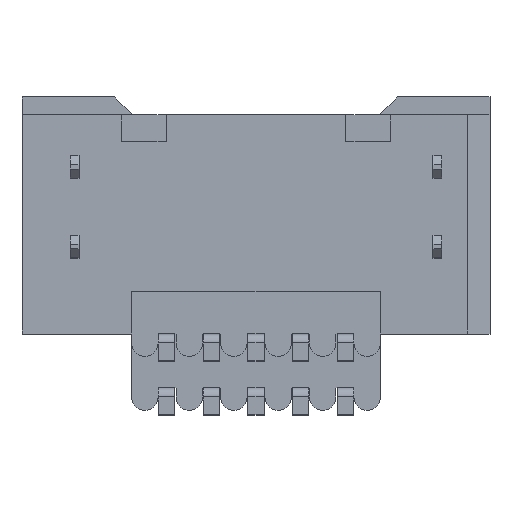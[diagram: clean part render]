
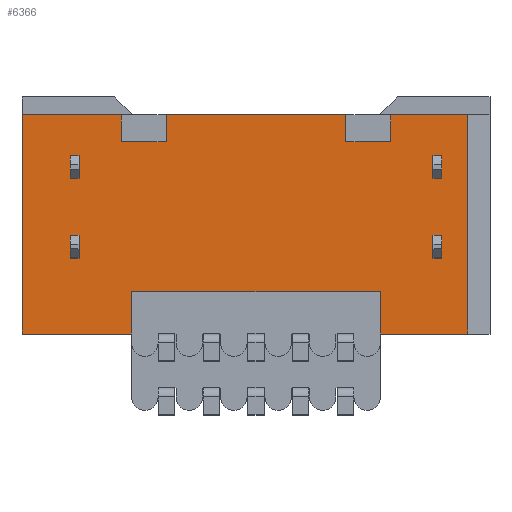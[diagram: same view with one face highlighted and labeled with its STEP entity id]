
A CAD part, top view. The second image highlights one B-rep face of the part: STEP entity #6366.
In plain terms, the highlighted planar face has unit normal (0, 0, 1).
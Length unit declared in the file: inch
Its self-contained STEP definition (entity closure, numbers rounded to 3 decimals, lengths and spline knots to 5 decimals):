
#162=ORIENTED_EDGE('',*,*,#2046,.F.);
#163=ORIENTED_EDGE('',*,*,#2047,.T.);
#164=ORIENTED_EDGE('',*,*,#2048,.F.);
#165=ORIENTED_EDGE('',*,*,#2049,.F.);
#166=ORIENTED_EDGE('',*,*,#2050,.F.);
#167=ORIENTED_EDGE('',*,*,#2051,.T.);
#168=ORIENTED_EDGE('',*,*,#2052,.F.);
#169=ORIENTED_EDGE('',*,*,#2053,.F.);
#170=ORIENTED_EDGE('',*,*,#2054,.F.);
#171=ORIENTED_EDGE('',*,*,#2055,.T.);
#172=ORIENTED_EDGE('',*,*,#2056,.F.);
#173=ORIENTED_EDGE('',*,*,#2057,.F.);
#174=ORIENTED_EDGE('',*,*,#2058,.F.);
#175=ORIENTED_EDGE('',*,*,#2059,.T.);
#176=ORIENTED_EDGE('',*,*,#2060,.F.);
#177=ORIENTED_EDGE('',*,*,#2061,.F.);
#178=ORIENTED_EDGE('',*,*,#2062,.F.);
#179=ORIENTED_EDGE('',*,*,#2063,.T.);
#180=ORIENTED_EDGE('',*,*,#2064,.F.);
#181=ORIENTED_EDGE('',*,*,#2065,.F.);
#182=ORIENTED_EDGE('',*,*,#2066,.F.);
#183=ORIENTED_EDGE('',*,*,#2067,.T.);
#184=ORIENTED_EDGE('',*,*,#2068,.T.);
#185=ORIENTED_EDGE('',*,*,#2069,.T.);
#186=ORIENTED_EDGE('',*,*,#2070,.F.);
#187=ORIENTED_EDGE('',*,*,#2071,.F.);
#188=ORIENTED_EDGE('',*,*,#2072,.T.);
#189=ORIENTED_EDGE('',*,*,#2073,.T.);
#190=ORIENTED_EDGE('',*,*,#2074,.F.);
#191=ORIENTED_EDGE('',*,*,#2075,.T.);
#192=ORIENTED_EDGE('',*,*,#2076,.F.);
#193=ORIENTED_EDGE('',*,*,#2077,.F.);
#2046=EDGE_CURVE('',#2988,#2989,#3617,.T.);
#2047=EDGE_CURVE('',#2988,#2990,#3618,.T.);
#2048=EDGE_CURVE('',#2991,#2990,#3619,.T.);
#2049=EDGE_CURVE('',#2989,#2991,#3620,.T.);
#2050=EDGE_CURVE('',#2992,#2993,#3621,.T.);
#2051=EDGE_CURVE('',#2992,#2994,#3622,.T.);
#2052=EDGE_CURVE('',#2995,#2994,#3623,.T.);
#2053=EDGE_CURVE('',#2993,#2995,#3624,.T.);
#2054=EDGE_CURVE('',#2996,#2997,#3625,.T.);
#2055=EDGE_CURVE('',#2996,#2998,#3626,.T.);
#2056=EDGE_CURVE('',#2999,#2998,#3627,.T.);
#2057=EDGE_CURVE('',#2997,#2999,#3628,.T.);
#2058=EDGE_CURVE('',#3000,#3001,#3629,.T.);
#2059=EDGE_CURVE('',#3000,#3002,#3630,.T.);
#2060=EDGE_CURVE('',#3003,#3002,#3631,.T.);
#2061=EDGE_CURVE('',#3001,#3003,#3632,.T.);
#2062=EDGE_CURVE('',#3004,#3005,#3633,.T.);
#2063=EDGE_CURVE('',#3004,#3006,#3634,.T.);
#2064=EDGE_CURVE('',#3007,#3006,#3635,.T.);
#2065=EDGE_CURVE('',#3008,#3007,#3636,.T.);
#2066=EDGE_CURVE('',#3009,#3008,#3637,.T.);
#2067=EDGE_CURVE('',#3009,#3010,#3638,.T.);
#2068=EDGE_CURVE('',#3010,#3011,#3639,.T.);
#2069=EDGE_CURVE('',#3011,#3012,#3640,.T.);
#2070=EDGE_CURVE('',#3013,#3012,#3641,.T.);
#2071=EDGE_CURVE('',#3014,#3013,#3642,.T.);
#2072=EDGE_CURVE('',#3014,#3015,#3643,.T.);
#2073=EDGE_CURVE('',#3015,#3016,#3644,.T.);
#2074=EDGE_CURVE('',#3017,#3016,#3645,.T.);
#2075=EDGE_CURVE('',#3017,#3018,#3646,.T.);
#2076=EDGE_CURVE('',#3019,#3018,#3647,.T.);
#2077=EDGE_CURVE('',#3005,#3019,#3648,.T.);
#2988=VERTEX_POINT('',#8893);
#2989=VERTEX_POINT('',#8894);
#2990=VERTEX_POINT('',#8896);
#2991=VERTEX_POINT('',#8898);
#2992=VERTEX_POINT('',#8901);
#2993=VERTEX_POINT('',#8902);
#2994=VERTEX_POINT('',#8904);
#2995=VERTEX_POINT('',#8906);
#2996=VERTEX_POINT('',#8909);
#2997=VERTEX_POINT('',#8910);
#2998=VERTEX_POINT('',#8912);
#2999=VERTEX_POINT('',#8914);
#3000=VERTEX_POINT('',#8917);
#3001=VERTEX_POINT('',#8918);
#3002=VERTEX_POINT('',#8920);
#3003=VERTEX_POINT('',#8922);
#3004=VERTEX_POINT('',#8925);
#3005=VERTEX_POINT('',#8926);
#3006=VERTEX_POINT('',#8928);
#3007=VERTEX_POINT('',#8930);
#3008=VERTEX_POINT('',#8932);
#3009=VERTEX_POINT('',#8934);
#3010=VERTEX_POINT('',#8936);
#3011=VERTEX_POINT('',#8938);
#3012=VERTEX_POINT('',#8940);
#3013=VERTEX_POINT('',#8942);
#3014=VERTEX_POINT('',#8944);
#3015=VERTEX_POINT('',#8946);
#3016=VERTEX_POINT('',#8948);
#3017=VERTEX_POINT('',#8950);
#3018=VERTEX_POINT('',#8952);
#3019=VERTEX_POINT('',#8954);
#3617=LINE('',#8892,#4475);
#3618=LINE('',#8895,#4476);
#3619=LINE('',#8897,#4477);
#3620=LINE('',#8899,#4478);
#3621=LINE('',#8900,#4479);
#3622=LINE('',#8903,#4480);
#3623=LINE('',#8905,#4481);
#3624=LINE('',#8907,#4482);
#3625=LINE('',#8908,#4483);
#3626=LINE('',#8911,#4484);
#3627=LINE('',#8913,#4485);
#3628=LINE('',#8915,#4486);
#3629=LINE('',#8916,#4487);
#3630=LINE('',#8919,#4488);
#3631=LINE('',#8921,#4489);
#3632=LINE('',#8923,#4490);
#3633=LINE('',#8924,#4491);
#3634=LINE('',#8927,#4492);
#3635=LINE('',#8929,#4493);
#3636=LINE('',#8931,#4494);
#3637=LINE('',#8933,#4495);
#3638=LINE('',#8935,#4496);
#3639=LINE('',#8937,#4497);
#3640=LINE('',#8939,#4498);
#3641=LINE('',#8941,#4499);
#3642=LINE('',#8943,#4500);
#3643=LINE('',#8945,#4501);
#3644=LINE('',#8947,#4502);
#3645=LINE('',#8949,#4503);
#3646=LINE('',#8951,#4504);
#3647=LINE('',#8953,#4505);
#3648=LINE('',#8955,#4506);
#4475=VECTOR('',#7178,39.37008);
#4476=VECTOR('',#7179,39.37008);
#4477=VECTOR('',#7180,39.37008);
#4478=VECTOR('',#7181,39.37008);
#4479=VECTOR('',#7182,39.37008);
#4480=VECTOR('',#7183,39.37008);
#4481=VECTOR('',#7184,39.37008);
#4482=VECTOR('',#7185,39.37008);
#4483=VECTOR('',#7186,39.37008);
#4484=VECTOR('',#7187,39.37008);
#4485=VECTOR('',#7188,39.37008);
#4486=VECTOR('',#7189,39.37008);
#4487=VECTOR('',#7190,39.37008);
#4488=VECTOR('',#7191,39.37008);
#4489=VECTOR('',#7192,39.37008);
#4490=VECTOR('',#7193,39.37008);
#4491=VECTOR('',#7194,39.37008);
#4492=VECTOR('',#7195,39.37008);
#4493=VECTOR('',#7196,39.37008);
#4494=VECTOR('',#7197,39.37008);
#4495=VECTOR('',#7198,39.37008);
#4496=VECTOR('',#7199,39.37008);
#4497=VECTOR('',#7200,39.37008);
#4498=VECTOR('',#7201,39.37008);
#4499=VECTOR('',#7202,39.37008);
#4500=VECTOR('',#7203,39.37008);
#4501=VECTOR('',#7204,39.37008);
#4502=VECTOR('',#7205,39.37008);
#4503=VECTOR('',#7206,39.37008);
#4504=VECTOR('',#7207,39.37008);
#4505=VECTOR('',#7208,39.37008);
#4506=VECTOR('',#7209,39.37008);
#5333=EDGE_LOOP('',(#162,#163,#164,#165));
#5334=EDGE_LOOP('',(#166,#167,#168,#169));
#5335=EDGE_LOOP('',(#170,#171,#172,#173));
#5336=EDGE_LOOP('',(#174,#175,#176,#177));
#5337=EDGE_LOOP('',(#178,#179,#180,#181,#182,#183,#184,#185,#186,#187,#188,
#189,#190,#191,#192,#193));
#5700=FACE_BOUND('',#5333,.T.);
#5701=FACE_BOUND('',#5334,.T.);
#5702=FACE_BOUND('',#5335,.T.);
#5703=FACE_BOUND('',#5336,.T.);
#5704=FACE_BOUND('',#5337,.T.);
#6067=PLANE('',#6746);
#6366=ADVANCED_FACE('',(#5700,#5701,#5702,#5703,#5704),#6067,.F.);
#6746=AXIS2_PLACEMENT_3D('',#8891,#7176,#7177);
#7176=DIRECTION('',(0.,0.,-1.));
#7177=DIRECTION('',(-1.,0.,0.));
#7178=DIRECTION('',(-1.,0.,0.));
#7179=DIRECTION('',(0.,-1.,0.));
#7180=DIRECTION('',(1.,0.,0.));
#7181=DIRECTION('',(0.,-1.,0.));
#7182=DIRECTION('',(-1.,0.,0.));
#7183=DIRECTION('',(0.,-1.,0.));
#7184=DIRECTION('',(1.,0.,0.));
#7185=DIRECTION('',(0.,-1.,0.));
#7186=DIRECTION('',(-1.,0.,0.));
#7187=DIRECTION('',(0.,-1.,0.));
#7188=DIRECTION('',(1.,0.,0.));
#7189=DIRECTION('',(0.,-1.,0.));
#7190=DIRECTION('',(-1.,0.,0.));
#7191=DIRECTION('',(0.,-1.,0.));
#7192=DIRECTION('',(1.,0.,0.));
#7193=DIRECTION('',(0.,-1.,0.));
#7194=DIRECTION('',(0.,-1.,0.));
#7195=DIRECTION('',(-1.,0.,0.));
#7196=DIRECTION('',(0.,1.,0.));
#7197=DIRECTION('',(1.,0.,0.));
#7198=DIRECTION('',(0.,-1.,0.));
#7199=DIRECTION('',(-1.,0.,0.));
#7200=DIRECTION('',(0.,-1.,0.));
#7201=DIRECTION('',(1.,0.,0.));
#7202=DIRECTION('',(0.,-1.,0.));
#7203=DIRECTION('',(-1.,0.,0.));
#7204=DIRECTION('',(0.,-1.,0.));
#7205=DIRECTION('',(1.,0.,0.));
#7206=DIRECTION('',(0.,-1.,0.));
#7207=DIRECTION('',(-1.,0.,0.));
#7208=DIRECTION('',(0.,1.,0.));
#7209=DIRECTION('',(1.,0.,0.));
#8891=CARTESIAN_POINT('',(-0.2605,0.264,0.1125));
#8892=CARTESIAN_POINT('',(-0.2605,0.1985,0.1125));
#8893=CARTESIAN_POINT('',(0.207,0.1985,0.1125));
#8894=CARTESIAN_POINT('',(0.197,0.1985,0.1125));
#8895=CARTESIAN_POINT('',(0.207,0.264,0.1125));
#8896=CARTESIAN_POINT('',(0.207,0.1735,0.1125));
#8897=CARTESIAN_POINT('',(-0.2605,0.1735,0.1125));
#8898=CARTESIAN_POINT('',(0.197,0.1735,0.1125));
#8899=CARTESIAN_POINT('',(0.197,0.264,0.1125));
#8900=CARTESIAN_POINT('',(-0.2605,0.1095,0.1125));
#8901=CARTESIAN_POINT('',(0.207,0.1095,0.1125));
#8902=CARTESIAN_POINT('',(0.197,0.1095,0.1125));
#8903=CARTESIAN_POINT('',(0.207,0.264,0.1125));
#8904=CARTESIAN_POINT('',(0.207,0.0845,0.1125));
#8905=CARTESIAN_POINT('',(-0.2605,0.0845,0.1125));
#8906=CARTESIAN_POINT('',(0.197,0.0845,0.1125));
#8907=CARTESIAN_POINT('',(0.197,0.264,0.1125));
#8908=CARTESIAN_POINT('',(-0.2605,0.1985,0.1125));
#8909=CARTESIAN_POINT('',(-0.197,0.1985,0.1125));
#8910=CARTESIAN_POINT('',(-0.207,0.1985,0.1125));
#8911=CARTESIAN_POINT('',(-0.197,0.264,0.1125));
#8912=CARTESIAN_POINT('',(-0.197,0.1735,0.1125));
#8913=CARTESIAN_POINT('',(-0.2605,0.1735,0.1125));
#8914=CARTESIAN_POINT('',(-0.207,0.1735,0.1125));
#8915=CARTESIAN_POINT('',(-0.207,0.264,0.1125));
#8916=CARTESIAN_POINT('',(-0.2605,0.1095,0.1125));
#8917=CARTESIAN_POINT('',(-0.197,0.1095,0.1125));
#8918=CARTESIAN_POINT('',(-0.207,0.1095,0.1125));
#8919=CARTESIAN_POINT('',(-0.197,0.264,0.1125));
#8920=CARTESIAN_POINT('',(-0.197,0.0845,0.1125));
#8921=CARTESIAN_POINT('',(-0.2605,0.0845,0.1125));
#8922=CARTESIAN_POINT('',(-0.207,0.0845,0.1125));
#8923=CARTESIAN_POINT('',(-0.207,0.264,0.1125));
#8924=CARTESIAN_POINT('',(0.1,0.264,0.1125));
#8925=CARTESIAN_POINT('',(0.1,0.244,0.1125));
#8926=CARTESIAN_POINT('',(0.1,0.214,0.1125));
#8927=CARTESIAN_POINT('',(0.35,0.244,0.1125));
#8928=CARTESIAN_POINT('',(-0.1,0.244,0.1125));
#8929=CARTESIAN_POINT('',(-0.1,0.264,0.1125));
#8930=CARTESIAN_POINT('',(-0.1,0.214,0.1125));
#8931=CARTESIAN_POINT('',(-0.2605,0.214,0.1125));
#8932=CARTESIAN_POINT('',(-0.15,0.214,0.1125));
#8933=CARTESIAN_POINT('',(-0.15,0.264,0.1125));
#8934=CARTESIAN_POINT('',(-0.15,0.244,0.1125));
#8935=CARTESIAN_POINT('',(0.35,0.244,0.1125));
#8936=CARTESIAN_POINT('',(-0.2605,0.244,0.1125));
#8937=CARTESIAN_POINT('',(-0.2605,0.264,0.1125));
#8938=CARTESIAN_POINT('',(-0.2605,0.,0.1125));
#8939=CARTESIAN_POINT('',(-0.2605,0.,0.1125));
#8940=CARTESIAN_POINT('',(-0.1385,0.,0.1125));
#8941=CARTESIAN_POINT('',(-0.1385,0.047,0.1125));
#8942=CARTESIAN_POINT('',(-0.1385,0.047,0.1125));
#8943=CARTESIAN_POINT('',(0.1385,0.047,0.1125));
#8944=CARTESIAN_POINT('',(0.1385,0.047,0.1125));
#8945=CARTESIAN_POINT('',(0.1385,0.047,0.1125));
#8946=CARTESIAN_POINT('',(0.1385,0.,0.1125));
#8947=CARTESIAN_POINT('',(-0.2605,0.,0.1125));
#8948=CARTESIAN_POINT('',(0.2355,0.,0.1125));
#8949=CARTESIAN_POINT('',(0.2355,0.264,0.1125));
#8950=CARTESIAN_POINT('',(0.2355,0.244,0.1125));
#8951=CARTESIAN_POINT('',(0.35,0.244,0.1125));
#8952=CARTESIAN_POINT('',(0.15,0.244,0.1125));
#8953=CARTESIAN_POINT('',(0.15,0.264,0.1125));
#8954=CARTESIAN_POINT('',(0.15,0.214,0.1125));
#8955=CARTESIAN_POINT('',(-0.2605,0.214,0.1125));
